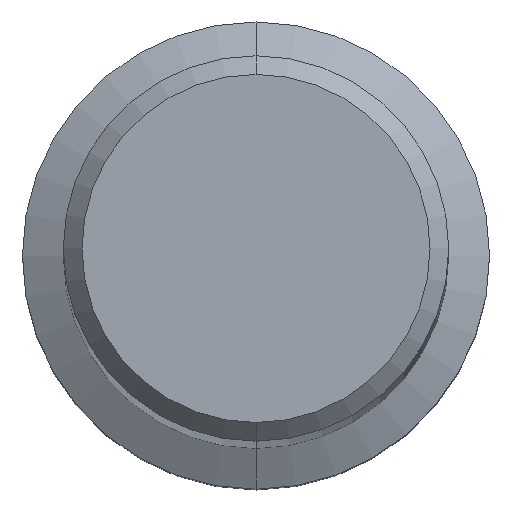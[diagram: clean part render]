
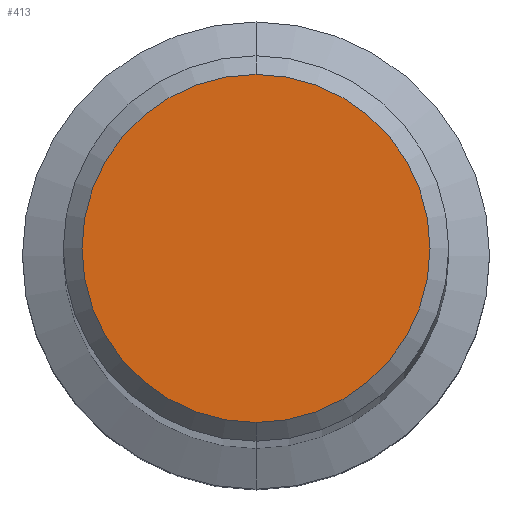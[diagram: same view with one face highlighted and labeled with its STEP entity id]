
A CAD part, top view. The second image highlights one B-rep face of the part: STEP entity #413.
In plain terms, the highlighted planar face has unit normal (0, 0, 1).
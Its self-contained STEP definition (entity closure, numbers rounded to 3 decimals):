
#237=EDGE_CURVE('',#353,#507,#595,.T.);
#353=VERTEX_POINT('',#723);
#413=ADVANCED_FACE('',(#790),#791,.T.);
#437=EDGE_CURVE('',#507,#353,#818,.T.);
#507=VERTEX_POINT('',#895);
#595=CIRCLE('',#1038,7.45);
#723=CARTESIAN_POINT('',(0.0,7.45,0.0));
#790=FACE_OUTER_BOUND('',#1394,.T.);
#791=PLANE('',#1395);
#818=CIRCLE('',#1480,7.45);
#895=CARTESIAN_POINT('',(0.,-7.45,0.0));
#1038=AXIS2_PLACEMENT_3D('',#1741,#1742,#1743);
#1394=EDGE_LOOP('',(#1971,#1972));
#1395=AXIS2_PLACEMENT_3D('',#1973,#1974,#1975);
#1480=AXIS2_PLACEMENT_3D('',#2002,#2003,#2004);
#1741=CARTESIAN_POINT('',(0.0,0.0,0.0));
#1742=DIRECTION('',(0.0,0.0,-1.0));
#1743=DIRECTION('',(0.0,1.0,0.0));
#1971=ORIENTED_EDGE('',*,*,#237,.F.);
#1972=ORIENTED_EDGE('',*,*,#437,.F.);
#1973=CARTESIAN_POINT('',(0.0,3.725,0.0));
#1974=DIRECTION('',(-0.0,0.0,1.0));
#1975=DIRECTION('',(0.0,-1.0,0.0));
#2002=CARTESIAN_POINT('',(0.0,0.0,0.0));
#2003=DIRECTION('',(0.0,0.0,-1.0));
#2004=DIRECTION('',(0.0,1.0,0.0));
